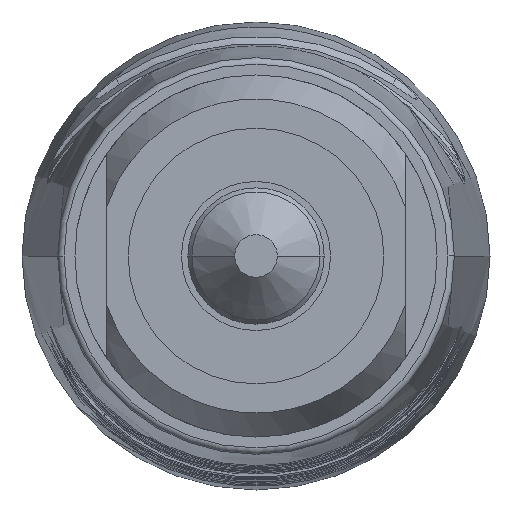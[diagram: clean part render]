
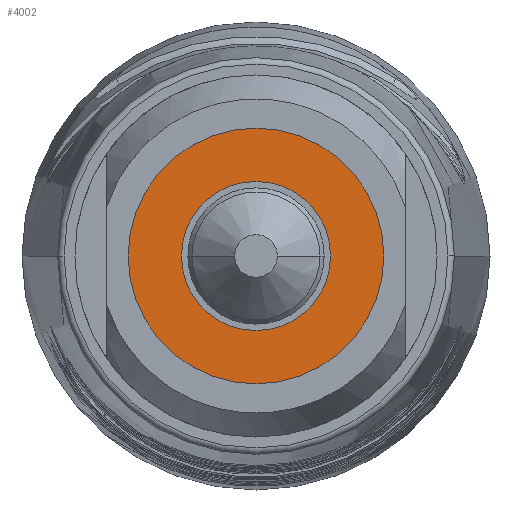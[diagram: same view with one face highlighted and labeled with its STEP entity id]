
A CAD part, left-side view. The second image highlights one B-rep face of the part: STEP entity #4002.
In plain terms, the highlighted planar face has unit normal (-1, 0, 0).
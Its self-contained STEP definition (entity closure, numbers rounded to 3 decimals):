
#1663=CARTESIAN_POINT('',(8.65,0.,0.));
#1664=DIRECTION('',(1.,0.,0.));
#1665=DIRECTION('',(0.,-1.,0.));
#1666=AXIS2_PLACEMENT_3D('',#1663,#1664,#1665);
#1668=CARTESIAN_POINT('',(8.65,0.,0.));
#1669=DIRECTION('',(-1.,0.,0.));
#1670=DIRECTION('',(0.,-1.,0.));
#1671=AXIS2_PLACEMENT_3D('',#1668,#1669,#1670);
#1673=CARTESIAN_POINT('',(8.65,0.,0.));
#1674=DIRECTION('',(1.,0.,0.));
#1675=DIRECTION('',(0.,-1.,0.));
#1676=AXIS2_PLACEMENT_3D('',#1673,#1674,#1675);
#1678=CARTESIAN_POINT('',(8.65,0.,0.));
#1679=DIRECTION('',(-1.,0.,0.));
#1680=DIRECTION('',(0.,-1.,0.));
#1681=AXIS2_PLACEMENT_3D('',#1678,#1679,#1680);
#2738=CARTESIAN_POINT('',(8.65,-1.75,0.));
#2740=VERTEX_POINT('',#2738);
#2742=CARTESIAN_POINT('',(8.65,1.75,0.));
#2744=VERTEX_POINT('',#2742);
#2745=CARTESIAN_POINT('',(8.65,-3.,0.));
#2747=VERTEX_POINT('',#2745);
#2749=CARTESIAN_POINT('',(8.65,3.,0.));
#2751=VERTEX_POINT('',#2749);
#3987=CARTESIAN_POINT('',(8.65,0.,0.));
#3988=DIRECTION('',(-1.,0.,0.));
#3989=DIRECTION('',(0.,1.,0.));
#3990=AXIS2_PLACEMENT_3D('',#3987,#3988,#3989);
#3991=PLANE('',#3990);
#3992=ORIENTED_EDGE('',*,*,#3980,.F.);
#3993=ORIENTED_EDGE('',*,*,#3969,.T.);
#3994=EDGE_LOOP('',(#3992,#3993));
#3995=FACE_OUTER_BOUND('',#3994,.F.);
#3997=ORIENTED_EDGE('',*,*,#3996,.F.);
#3999=ORIENTED_EDGE('',*,*,#3998,.T.);
#4000=EDGE_LOOP('',(#3997,#3999));
#4001=FACE_BOUND('',#4000,.F.);
#1667=CIRCLE('',#1666,3.);
#1672=CIRCLE('',#1671,3.);
#1677=CIRCLE('',#1676,1.75);
#1682=CIRCLE('',#1681,1.75);
#3969=EDGE_CURVE('',#2747,#2751,#1667,.T.);
#3980=EDGE_CURVE('',#2747,#2751,#1672,.T.);
#3996=EDGE_CURVE('',#2740,#2744,#1677,.T.);
#3998=EDGE_CURVE('',#2740,#2744,#1682,.T.);
#4002=ADVANCED_FACE('',(#3995,#4001),#3991,.T.);
